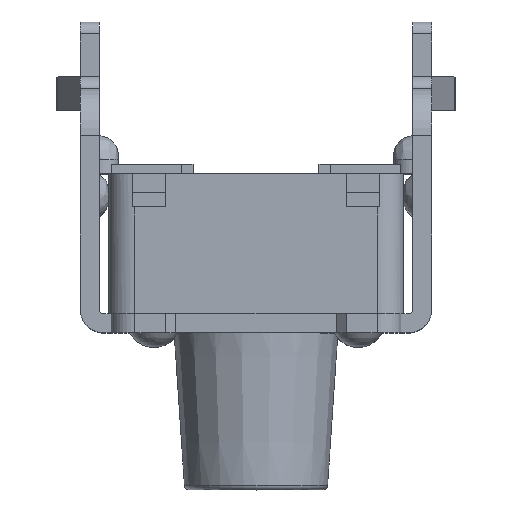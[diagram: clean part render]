
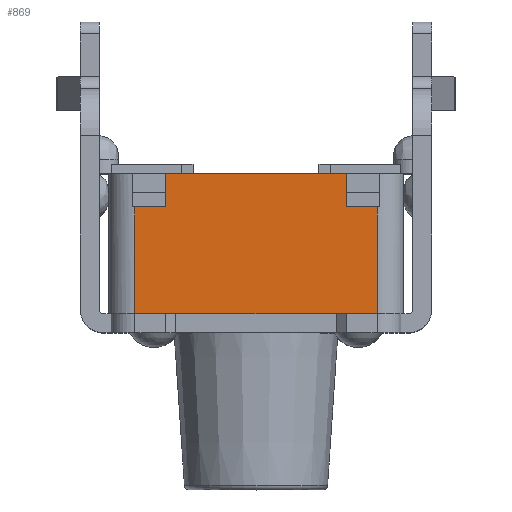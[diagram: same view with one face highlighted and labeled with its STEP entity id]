
A CAD part, top view. The second image highlights one B-rep face of the part: STEP entity #869.
In plain terms, the highlighted planar face has unit normal (0, 0, 1).
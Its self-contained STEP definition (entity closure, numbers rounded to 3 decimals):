
#869 = ADVANCED_FACE( '', ( #1770 ), #1771, .F. );
#1770 = FACE_OUTER_BOUND( '', #2888, .T. );
#1771 = PLANE( '', #2889 );
#2888 = EDGE_LOOP( '', ( #5381, #5382, #5383, #5384, #5385, #5386, #5387, #5388, #5389, #5390 ) );
#2889 = AXIS2_PLACEMENT_3D( '', #5391, #5392, #5393 );
#5381 = ORIENTED_EDGE( '', *, *, #6470, .F. );
#5382 = ORIENTED_EDGE( '', *, *, #5852, .T. );
#5383 = ORIENTED_EDGE( '', *, *, #5642, .T. );
#5384 = ORIENTED_EDGE( '', *, *, #5751, .F. );
#5385 = ORIENTED_EDGE( '', *, *, #6483, .T. );
#5386 = ORIENTED_EDGE( '', *, *, #5981, .T. );
#5387 = ORIENTED_EDGE( '', *, *, #6211, .T. );
#5388 = ORIENTED_EDGE( '', *, *, #6321, .F. );
#5389 = ORIENTED_EDGE( '', *, *, #6500, .T. );
#5390 = ORIENTED_EDGE( '', *, *, #6340, .F. );
#5391 = CARTESIAN_POINT( '', ( 3.1, 1., 3.1 ) );
#5392 = DIRECTION( '', ( 0., 0., -1. ) );
#5393 = DIRECTION( '', ( 0., 1., 0. ) );
#5642 = EDGE_CURVE( '', #6791, #6789, #6792, .T. );
#5751 = EDGE_CURVE( '', #6807, #6789, #6974, .T. );
#5852 = EDGE_CURVE( '', #7141, #6791, #7144, .T. );
#5981 = EDGE_CURVE( '', #7352, #7350, #7353, .T. );
#6211 = EDGE_CURVE( '', #7350, #7676, #7678, .T. );
#6321 = EDGE_CURVE( '', #7813, #7676, #7815, .T. );
#6340 = EDGE_CURVE( '', #7839, #7836, #7841, .T. );
#6470 = EDGE_CURVE( '', #7141, #7839, #7983, .T. );
#6483 = EDGE_CURVE( '', #6807, #7352, #7996, .T. );
#6500 = EDGE_CURVE( '', #7813, #7836, #8013, .F. );
#6789 = VERTEX_POINT( '', #8410 );
#6791 = VERTEX_POINT( '', #8413 );
#6792 = LINE( '', #8414, #8415 );
#6807 = VERTEX_POINT( '', #8434 );
#6974 = LINE( '', #8665, #8666 );
#7141 = VERTEX_POINT( '', #8895 );
#7144 = LINE( '', #8900, #8901 );
#7350 = VERTEX_POINT( '', #9184 );
#7352 = VERTEX_POINT( '', #9186 );
#7353 = LINE( '', #9187, #9188 );
#7676 = VERTEX_POINT( '', #9626 );
#7678 = LINE( '', #9628, #9629 );
#7813 = VERTEX_POINT( '', #9823 );
#7815 = LINE( '', #9825, #9826 );
#7836 = VERTEX_POINT( '', #9853 );
#7839 = VERTEX_POINT( '', #9857 );
#7841 = LINE( '', #9860, #9861 );
#7983 = LINE( '', #10057, #10058 );
#7996 = LINE( '', #10073, #10074 );
#8013 = LINE( '', #10094, #10095 );
#8410 = CARTESIAN_POINT( '', ( -1.9, 0.8, 3.1 ) );
#8413 = CARTESIAN_POINT( '', ( 1.9, 0.8, 3.1 ) );
#8414 = CARTESIAN_POINT( '', ( 3.1, 0.8, 3.1 ) );
#8415 = VECTOR( '', #10293, 1000. );
#8434 = CARTESIAN_POINT( '', ( -1.9, 0.4, 3.1 ) );
#8665 = CARTESIAN_POINT( '', ( -1.9, 1., 3.1 ) );
#8666 = VECTOR( '', #10422, 1000. );
#8895 = CARTESIAN_POINT( '', ( 1.9, 0.4, 3.1 ) );
#8900 = CARTESIAN_POINT( '', ( 1.9, 1., 3.1 ) );
#8901 = VECTOR( '', #10547, 1000. );
#9184 = CARTESIAN_POINT( '', ( -2.55, 0.1, 3.1 ) );
#9186 = CARTESIAN_POINT( '', ( -1.9, 0.1, 3.1 ) );
#9187 = CARTESIAN_POINT( '', ( 3.1, 0.1, 3.1 ) );
#9188 = VECTOR( '', #10709, 1000. );
#9626 = CARTESIAN_POINT( '', ( -2.55, -2.15, 3.1 ) );
#9628 = CARTESIAN_POINT( '', ( -2.55, 1., 3.1 ) );
#9629 = VECTOR( '', #10981, 1000. );
#9823 = CARTESIAN_POINT( '', ( 2.55, -2.15, 3.1 ) );
#9825 = CARTESIAN_POINT( '', ( 3.1, -2.15, 3.1 ) );
#9826 = VECTOR( '', #11071, 1000. );
#9853 = CARTESIAN_POINT( '', ( 2.55, 0.1, 3.1 ) );
#9857 = CARTESIAN_POINT( '', ( 1.9, 0.1, 3.1 ) );
#9860 = CARTESIAN_POINT( '', ( 3.1, 0.1, 3.1 ) );
#9861 = VECTOR( '', #11092, 1000. );
#10057 = CARTESIAN_POINT( '', ( 1.9, 1., 3.1 ) );
#10058 = VECTOR( '', #11177, 1000. );
#10073 = CARTESIAN_POINT( '', ( -1.9, 1., 3.1 ) );
#10074 = VECTOR( '', #11186, 1000. );
#10094 = CARTESIAN_POINT( '', ( 2.55, 1., 3.1 ) );
#10095 = VECTOR( '', #11190, 1000. );
#10293 = DIRECTION( '', ( -1., 0., 0. ) );
#10422 = DIRECTION( '', ( 0., 1., 0. ) );
#10547 = DIRECTION( '', ( 0., 1., 0. ) );
#10709 = DIRECTION( '', ( -1., 0., 0. ) );
#10981 = DIRECTION( '', ( 0., -1., 0. ) );
#11071 = DIRECTION( '', ( -1., 0., 0. ) );
#11092 = DIRECTION( '', ( 1., 0., 0. ) );
#11177 = DIRECTION( '', ( 0., -1., 0. ) );
#11186 = DIRECTION( '', ( 0., -1., 0. ) );
#11190 = DIRECTION( '', ( 0., -1., 0. ) );
